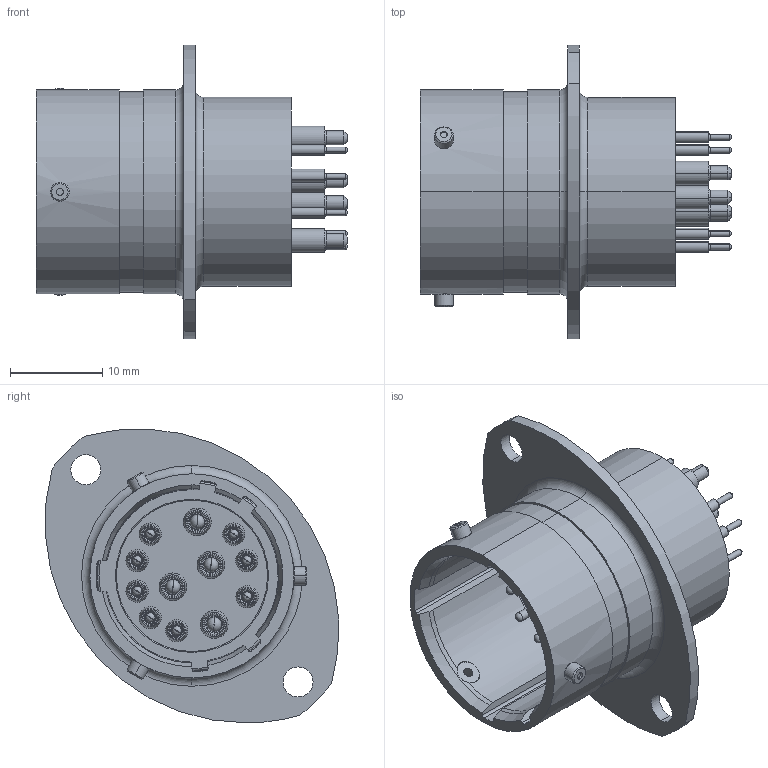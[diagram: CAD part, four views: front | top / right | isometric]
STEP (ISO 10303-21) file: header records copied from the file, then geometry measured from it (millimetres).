
FILE_DESCRIPTION (( 'STEP AP214' ), '1' );
FILE_NAME ('AS214-97PN.STEP', '2013-08-08T15:33:25', ( 'TE Connectivity' ), ( 'TE Connectivity' ), 'SwSTEP 2.0', 'SolidWorks 2011', '' );
FILE_SCHEMA (( 'AUTOMOTIVE_DESIGN' ));
Length unit declared in the file: millimetre
Products named in the file (1): AS214-97PN
Bounding box: 33.69 x 31.76 x 31.8 mm (x, y, z)
Volume: 6291.3 mm3; surface area: 5518.9 mm2
Topology: 4 solids, 4 shells, 489 faces, 1066 edges, 653 vertices
Faces by surface type: cylinder 150, torus 140, plane 97, cone 90, sphere 12
Entity records: 19215 total; most frequent: DIRECTION 2759, CARTESIAN_POINT 2471, ORIENTED_EDGE 2120, AXIS2_PLACEMENT_3D 1247, EDGE_CURVE 1060, CIRCLE 757, VERTEX_POINT 653, EDGE_LOOP 573
